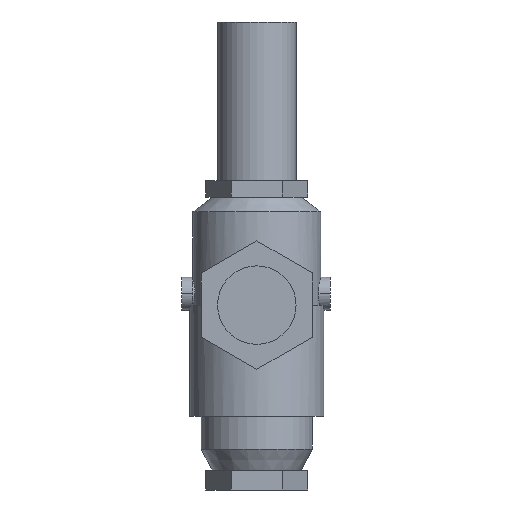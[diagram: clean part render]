
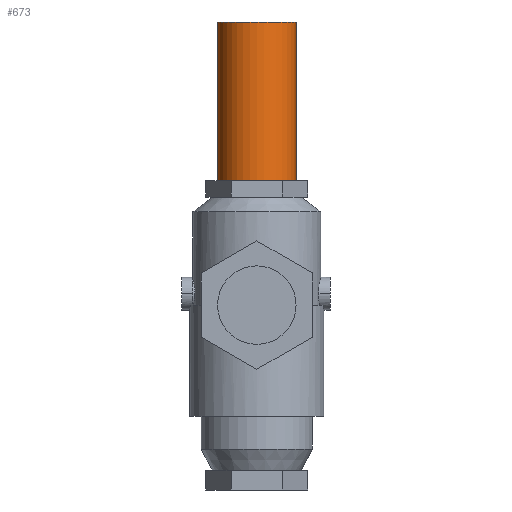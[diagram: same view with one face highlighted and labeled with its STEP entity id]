
A CAD part, left-side view. The second image highlights one B-rep face of the part: STEP entity #673.
In plain terms, the highlighted cylindrical face has radius 24 mm (diameter 48 mm), a partial arc.
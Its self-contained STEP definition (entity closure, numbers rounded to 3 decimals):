
#479=EDGE_CURVE('',#925,#865,#1397,.T.);
#673=ADVANCED_FACE('',(#1618),#1619,.T.);
#697=EDGE_CURVE('',#865,#1099,#1646,.T.);
#823=EDGE_CURVE('',#1099,#1011,#1787,.T.);
#853=EDGE_CURVE('',#1011,#925,#1817,.T.);
#865=VERTEX_POINT('',#1830);
#925=VERTEX_POINT('',#1892);
#1011=VERTEX_POINT('',#1986);
#1099=VERTEX_POINT('',#2085);
#1397=CIRCLE('',#2400,24.0);
#1618=FACE_OUTER_BOUND('',#2852,.T.);
#1619=CYLINDRICAL_SURFACE('',#2853,24.0);
#1646=LINE('',#2889,#2890);
#1787=CIRCLE('',#3186,24.0);
#1817=LINE('',#3302,#3303);
#1830=CARTESIAN_POINT('',(0.0,24.0,76.0));
#1892=CARTESIAN_POINT('',(0.,-24.0,76.0));
#1986=CARTESIAN_POINT('',(0.,-24.0,173.0));
#2085=CARTESIAN_POINT('',(0.0,24.0,173.0));
#2400=AXIS2_PLACEMENT_3D('',#4666,#4667,#4668);
#2852=EDGE_LOOP('',(#4961,#4962,#4963,#4964));
#2853=AXIS2_PLACEMENT_3D('',#4965,#4966,#4967);
#2889=CARTESIAN_POINT('',(0.,24.0,162.5));
#2890=VECTOR('',#5000,1.0);
#3186=AXIS2_PLACEMENT_3D('',#5173,#5174,#5175);
#3302=CARTESIAN_POINT('',(0.,-24.0,162.5));
#3303=VECTOR('',#5190,1.0);
#4666=CARTESIAN_POINT('',(0.0,0.0,76.0));
#4667=DIRECTION('',(0.0,0.0,-1.0));
#4668=DIRECTION('',(0.0,1.0,0.0));
#4961=ORIENTED_EDGE('',*,*,#697,.F.);
#4962=ORIENTED_EDGE('',*,*,#479,.F.);
#4963=ORIENTED_EDGE('',*,*,#853,.F.);
#4964=ORIENTED_EDGE('',*,*,#823,.F.);
#4965=CARTESIAN_POINT('',(0.0,0.0,162.5));
#4966=DIRECTION('',(0.0,0.0,-1.0));
#4967=DIRECTION('',(0.0,1.0,0.0));
#5000=DIRECTION('',(0.0,0.0,1.0));
#5173=CARTESIAN_POINT('',(0.0,0.0,173.0));
#5174=DIRECTION('',(0.0,0.0,1.0));
#5175=DIRECTION('',(0.0,1.0,0.0));
#5190=DIRECTION('',(0.0,0.0,-1.0));
